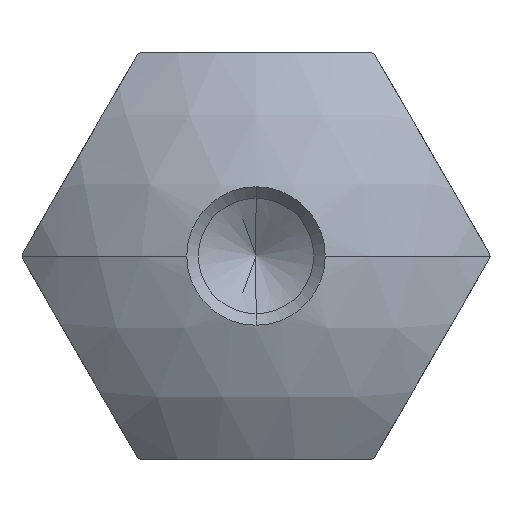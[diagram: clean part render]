
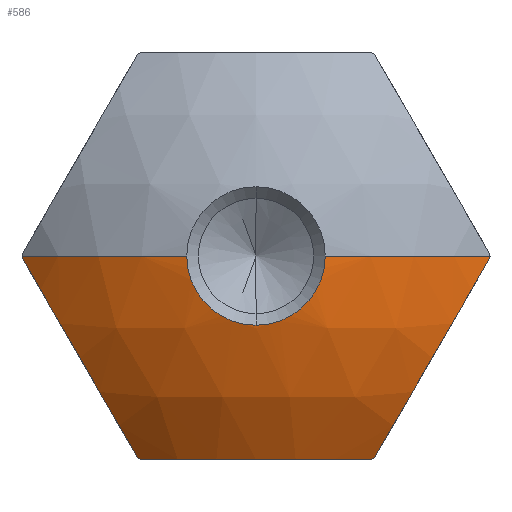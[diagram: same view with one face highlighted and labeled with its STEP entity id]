
A CAD part, front view. The second image highlights one B-rep face of the part: STEP entity #586.
In plain terms, the highlighted spherical face has radius 20 mm.
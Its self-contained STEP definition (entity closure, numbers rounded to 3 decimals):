
#40 = DIRECTION ( 'NONE',  ( 0., 0., 1. ) ) ;
#55 = EDGE_CURVE ( 'NONE', #1049, #163, #1009, .T. ) ;
#73 = EDGE_CURVE ( 'NONE', #601, #1133, #212, .T. ) ;
#87 = CIRCLE ( 'NONE', #1149, 4.083 ) ;
#97 = DIRECTION ( 'NONE',  ( 0., 0., -1. ) ) ;
#101 = DIRECTION ( 'NONE',  ( 0., -1., 0. ) ) ;
#146 = CIRCLE ( 'NONE', #611, 4.083 ) ;
#162 = DIRECTION ( 'NONE',  ( 1., 0., 0. ) ) ;
#163 = VERTEX_POINT ( 'NONE', #1072 ) ;
#166 = VERTEX_POINT ( 'NONE', #1061 ) ;
#167 = DIRECTION ( 'NONE',  ( 0., 0., 1. ) ) ;
#172 = CARTESIAN_POINT ( 'NONE',  ( 0., 2.596, 0. ) ) ;
#187 = CARTESIAN_POINT ( 'NONE',  ( 0., -11.88, 0. ) ) ;
#212 = CIRCLE ( 'NONE', #247, 13.8 ) ;
#232 = CARTESIAN_POINT ( 'NONE',  ( 10.392, 2.596, -6. ) ) ;
#247 = AXIS2_PLACEMENT_3D ( 'NONE', #439, #350, #347 ) ;
#255 = ORIENTED_EDGE ( 'NONE', *, *, #55, .T. ) ;
#282 = CIRCLE ( 'NONE', #1190, 16. ) ;
#300 = ORIENTED_EDGE ( 'NONE', *, *, #1233, .T. ) ;
#308 = ORIENTED_EDGE ( 'NONE', *, *, #73, .T. ) ;
#310 = CARTESIAN_POINT ( 'NONE',  ( -6.985, -11.88, -11.902 ) ) ;
#315 = CARTESIAN_POINT ( 'NONE',  ( 13.8, -11.88, 0. ) ) ;
#318 = ORIENTED_EDGE ( 'NONE', *, *, #619, .T. ) ;
#320 = ORIENTED_EDGE ( 'NONE', *, *, #610, .F. ) ;
#322 = DIRECTION ( 'NONE',  ( -0.866, 0., -0.5 ) ) ;
#334 = CARTESIAN_POINT ( 'NONE',  ( 6.985, -11.88, -11.902 ) ) ;
#338 = DIRECTION ( 'NONE',  ( -0.5, 0., -0.866 ) ) ;
#347 = DIRECTION ( 'NONE',  ( 0., 0., -1. ) ) ;
#350 = DIRECTION ( 'NONE',  ( 0., -1., 0. ) ) ;
#364 = AXIS2_PLACEMENT_3D ( 'NONE', #172, #167, #162 ) ;
#369 = ORIENTED_EDGE ( 'NONE', *, *, #379, .F. ) ;
#379 = EDGE_CURVE ( 'NONE', #1049, #493, #836, .T. ) ;
#400 = CARTESIAN_POINT ( 'NONE',  ( -4.083, -16.983, 0. ) ) ;
#405 = DIRECTION ( 'NONE',  ( 0., 0., -1. ) ) ;
#420 = EDGE_CURVE ( 'NONE', #1018, #479, #539, .T. ) ;
#439 = CARTESIAN_POINT ( 'NONE',  ( 0., -11.88, 0. ) ) ;
#441 = CARTESIAN_POINT ( 'NONE',  ( 0., -16.983, -4.083 ) ) ;
#460 = CARTESIAN_POINT ( 'NONE',  ( 6.815, -11.88, -12. ) ) ;
#465 = CARTESIAN_POINT ( 'NONE',  ( 0., 2.596, 0. ) ) ;
#479 = VERTEX_POINT ( 'NONE', #818 ) ;
#493 = VERTEX_POINT ( 'NONE', #400 ) ;
#514 = VERTEX_POINT ( 'NONE', #310 ) ;
#524 = CARTESIAN_POINT ( 'NONE',  ( -13.8, -11.88, 0. ) ) ;
#530 = DIRECTION ( 'NONE',  ( 0., 1., 0. ) ) ;
#539 = CIRCLE ( 'NONE', #628, 20. ) ;
#549 = DIRECTION ( 'NONE',  ( -1., 0., 0. ) ) ;
#566 = ORIENTED_EDGE ( 'NONE', *, *, #1143, .F. ) ;
#586 = ADVANCED_FACE ( 'NONE', ( #1150 ), #712, .T. ) ;
#589 = CARTESIAN_POINT ( 'NONE',  ( 0., 2.596, 0. ) ) ;
#601 = VERTEX_POINT ( 'NONE', #460 ) ;
#610 = EDGE_CURVE ( 'NONE', #601, #166, #912, .T. ) ;
#611 = AXIS2_PLACEMENT_3D ( 'NONE', #1207, #629, #40 ) ;
#619 = EDGE_CURVE ( 'NONE', #1029, #1018, #965, .T. ) ;
#628 = AXIS2_PLACEMENT_3D ( 'NONE', #589, #405, #1180 ) ;
#629 = DIRECTION ( 'NONE',  ( 0., 1., 0. ) ) ;
#633 = DIRECTION ( 'NONE',  ( 0., 0., -1. ) ) ;
#640 = DIRECTION ( 'NONE',  ( 0., -1., 0. ) ) ;
#643 = CARTESIAN_POINT ( 'NONE',  ( 0., -11.88, 0. ) ) ;
#655 = AXIS2_PLACEMENT_3D ( 'NONE', #643, #640, #633 ) ;
#681 = EDGE_LOOP ( 'NONE', ( #318, #776, #950, #300, #369, #255, #1104, #872, #320, #308, #566 ) ) ;
#712 = SPHERICAL_SURFACE ( 'NONE', #783, 20. ) ;
#740 = DIRECTION ( 'NONE',  ( 0., 0., -1. ) ) ;
#748 = AXIS2_PLACEMENT_3D ( 'NONE', #232, #942, #338 ) ;
#765 = DIRECTION ( 'NONE',  ( 0., 0., -1. ) ) ;
#768 = CIRCLE ( 'NONE', #1084, 13.8 ) ;
#776 = ORIENTED_EDGE ( 'NONE', *, *, #420, .T. ) ;
#783 = AXIS2_PLACEMENT_3D ( 'NONE', #465, #740, #549 ) ;
#818 = CARTESIAN_POINT ( 'NONE',  ( 4.083, -16.983, 0. ) ) ;
#836 = CIRCLE ( 'NONE', #364, 20. ) ;
#846 = DIRECTION ( 'NONE',  ( 0., -1., 0. ) ) ;
#851 = AXIS2_PLACEMENT_3D ( 'NONE', #1243, #1236, #1231 ) ;
#858 = CARTESIAN_POINT ( 'NONE',  ( 0., -11.88, 0. ) ) ;
#872 = ORIENTED_EDGE ( 'NONE', *, *, #952, .T. ) ;
#912 = CIRCLE ( 'NONE', #851, 16. ) ;
#916 = AXIS2_PLACEMENT_3D ( 'NONE', #858, #846, #765 ) ;
#924 = CARTESIAN_POINT ( 'NONE',  ( -10.392, 2.596, -6. ) ) ;
#942 = DIRECTION ( 'NONE',  ( 0.866, 0., -0.5 ) ) ;
#950 = ORIENTED_EDGE ( 'NONE', *, *, #1098, .T. ) ;
#952 = EDGE_CURVE ( 'NONE', #514, #166, #768, .T. ) ;
#965 = CIRCLE ( 'NONE', #916, 13.8 ) ;
#974 = CIRCLE ( 'NONE', #748, 16. ) ;
#1009 = CIRCLE ( 'NONE', #655, 13.8 ) ;
#1010 = CARTESIAN_POINT ( 'NONE',  ( 13.8, -11.88, -0.098 ) ) ;
#1014 = DIRECTION ( 'NONE',  ( -0.5, 0., 0.866 ) ) ;
#1018 = VERTEX_POINT ( 'NONE', #315 ) ;
#1029 = VERTEX_POINT ( 'NONE', #1010 ) ;
#1049 = VERTEX_POINT ( 'NONE', #524 ) ;
#1061 = CARTESIAN_POINT ( 'NONE',  ( -6.815, -11.88, -12. ) ) ;
#1072 = CARTESIAN_POINT ( 'NONE',  ( -13.8, -11.88, -0.098 ) ) ;
#1084 = AXIS2_PLACEMENT_3D ( 'NONE', #187, #101, #97 ) ;
#1098 = EDGE_CURVE ( 'NONE', #479, #1270, #146, .T. ) ;
#1104 = ORIENTED_EDGE ( 'NONE', *, *, #1189, .F. ) ;
#1108 = CARTESIAN_POINT ( 'NONE',  ( 0., -16.983, 0. ) ) ;
#1133 = VERTEX_POINT ( 'NONE', #334 ) ;
#1143 = EDGE_CURVE ( 'NONE', #1029, #1133, #974, .T. ) ;
#1149 = AXIS2_PLACEMENT_3D ( 'NONE', #1108, #530, #1204 ) ;
#1150 = FACE_OUTER_BOUND ( 'NONE', #681, .T. ) ;
#1180 = DIRECTION ( 'NONE',  ( -1., 0., 0. ) ) ;
#1189 = EDGE_CURVE ( 'NONE', #514, #163, #282, .T. ) ;
#1190 = AXIS2_PLACEMENT_3D ( 'NONE', #924, #322, #1014 ) ;
#1204 = DIRECTION ( 'NONE',  ( 0., 0., 1. ) ) ;
#1207 = CARTESIAN_POINT ( 'NONE',  ( 0., -16.983, 0. ) ) ;
#1231 = DIRECTION ( 'NONE',  ( -1., 0., 0. ) ) ;
#1233 = EDGE_CURVE ( 'NONE', #1270, #493, #87, .T. ) ;
#1236 = DIRECTION ( 'NONE',  ( 0., 0., -1. ) ) ;
#1243 = CARTESIAN_POINT ( 'NONE',  ( 0., 2.596, -12. ) ) ;
#1270 = VERTEX_POINT ( 'NONE', #441 ) ;
